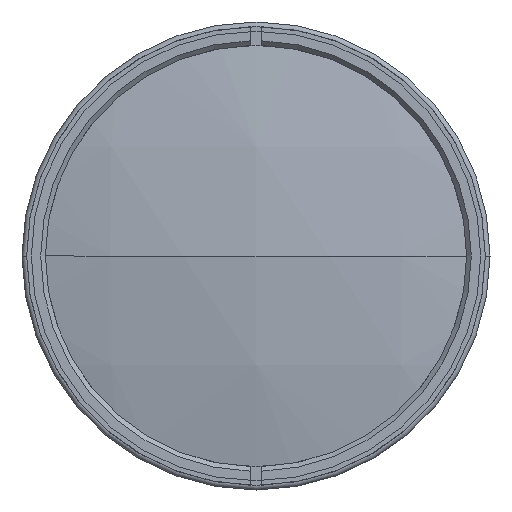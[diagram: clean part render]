
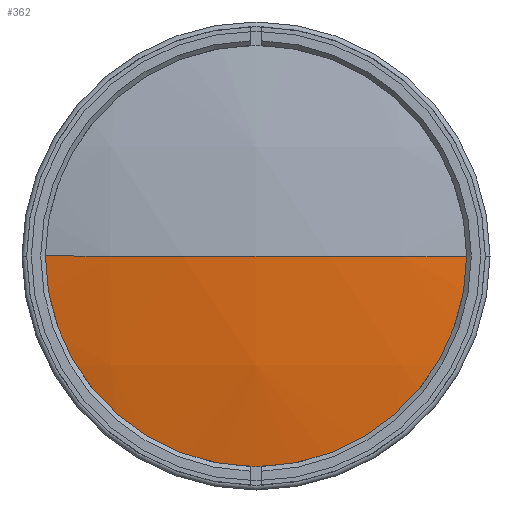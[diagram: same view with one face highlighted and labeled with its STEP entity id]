
A CAD part, left-side view. The second image highlights one B-rep face of the part: STEP entity #362.
In plain terms, the highlighted spherical face has radius 224 mm.
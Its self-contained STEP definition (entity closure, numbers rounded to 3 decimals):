
#70 = VERTEX_POINT ( 'NONE', #1465 ) ;
#312 = SPHERICAL_SURFACE ( 'NONE', #412, 224. ) ;
#335 = ORIENTED_EDGE ( 'NONE', *, *, #2394, .F. ) ;
#362 = ADVANCED_FACE ( 'NONE', ( #1878 ), #312, .T. ) ;
#412 = AXIS2_PLACEMENT_3D ( 'NONE', #2819, #770, #462 ) ;
#462 = DIRECTION ( 'NONE',  ( 0., 1., 0. ) ) ;
#659 = EDGE_LOOP ( 'NONE', ( #2223, #838, #335 ) ) ;
#701 = DIRECTION ( 'NONE',  ( -1., 0., 0. ) ) ;
#736 = CIRCLE ( 'NONE', #1552, 46.5 ) ;
#770 = DIRECTION ( 'NONE',  ( 0., 0., -1. ) ) ;
#813 = VERTEX_POINT ( 'NONE', #1583 ) ;
#838 = ORIENTED_EDGE ( 'NONE', *, *, #3393, .T. ) ;
#965 = CIRCLE ( 'NONE', #2609, 224. ) ;
#1011 = DIRECTION ( 'NONE',  ( 0., 0., 1. ) ) ;
#1384 = CARTESIAN_POINT ( 'NONE',  ( -182.505, -46.5, 0. ) ) ;
#1465 = CARTESIAN_POINT ( 'NONE',  ( -187.385, 0., 0. ) ) ;
#1515 = DIRECTION ( 'NONE',  ( 0., 0., 1. ) ) ;
#1552 = AXIS2_PLACEMENT_3D ( 'NONE', #1558, #701, #1011 ) ;
#1558 = CARTESIAN_POINT ( 'NONE',  ( -182.505, 0., 0. ) ) ;
#1583 = CARTESIAN_POINT ( 'NONE',  ( -182.505, 46.5, 0. ) ) ;
#1878 = FACE_OUTER_BOUND ( 'NONE', #659, .T. ) ;
#2223 = ORIENTED_EDGE ( 'NONE', *, *, #3200, .T. ) ;
#2394 = EDGE_CURVE ( 'NONE', #813, #70, #965, .T. ) ;
#2604 = DIRECTION ( 'NONE',  ( 0., 0., -1. ) ) ;
#2609 = AXIS2_PLACEMENT_3D ( 'NONE', #2966, #1515, #3548 ) ;
#2784 = AXIS2_PLACEMENT_3D ( 'NONE', #2919, #2604, #3782 ) ;
#2819 = CARTESIAN_POINT ( 'NONE',  ( 36.615, 0., 0. ) ) ;
#2833 = VERTEX_POINT ( 'NONE', #1384 ) ;
#2919 = CARTESIAN_POINT ( 'NONE',  ( 36.615, 0., 0. ) ) ;
#2966 = CARTESIAN_POINT ( 'NONE',  ( 36.615, 0., 0. ) ) ;
#3007 = CIRCLE ( 'NONE', #2784, 224. ) ;
#3200 = EDGE_CURVE ( 'NONE', #813, #2833, #736, .T. ) ;
#3393 = EDGE_CURVE ( 'NONE', #2833, #70, #3007, .T. ) ;
#3548 = DIRECTION ( 'NONE',  ( 0., -1., 0. ) ) ;
#3782 = DIRECTION ( 'NONE',  ( 0., 1., 0. ) ) ;
